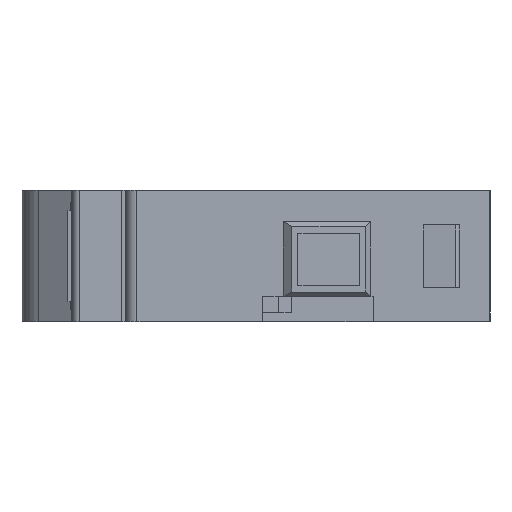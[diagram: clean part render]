
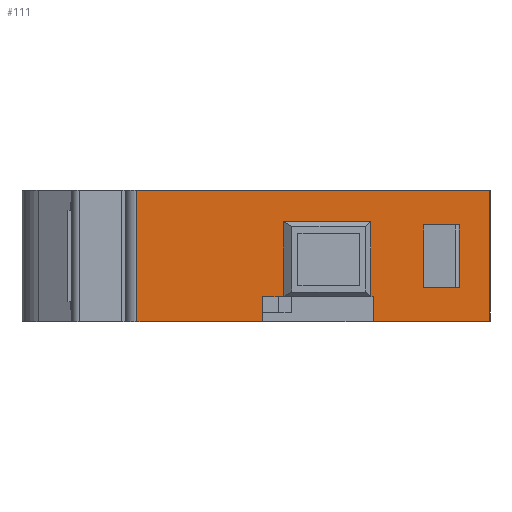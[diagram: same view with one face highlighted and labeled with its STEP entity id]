
A CAD part, left-side view. The second image highlights one B-rep face of the part: STEP entity #111.
In plain terms, the highlighted planar face has unit normal (-1, 0, 0).
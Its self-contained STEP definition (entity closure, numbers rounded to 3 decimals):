
#111=ADVANCED_FACE('',(#359,#360),#361,.T.);
#359=FACE_OUTER_BOUND('',#794,.T.);
#360=FACE_BOUND('',#795,.T.);
#361=PLANE('',#796);
#794=EDGE_LOOP('',(#1485,#1486,#1487,#1488,#1489,#1490,#1491,#1492,#1493,#1494,#1495,#1496));
#795=EDGE_LOOP('',(#1497,#1498,#1499,#1500,#1501,#1502));
#796=AXIS2_PLACEMENT_3D('',#1503,#1504,#1505);
#1485=ORIENTED_EDGE('',*,*,#3139,.F.);
#1486=ORIENTED_EDGE('',*,*,#3140,.F.);
#1487=ORIENTED_EDGE('',*,*,#3012,.F.);
#1488=ORIENTED_EDGE('',*,*,#3141,.T.);
#1489=ORIENTED_EDGE('',*,*,#3142,.F.);
#1490=ORIENTED_EDGE('',*,*,#3143,.F.);
#1491=ORIENTED_EDGE('',*,*,#3016,.F.);
#1492=ORIENTED_EDGE('',*,*,#3138,.T.);
#1493=ORIENTED_EDGE('',*,*,#3144,.F.);
#1494=ORIENTED_EDGE('',*,*,#3145,.F.);
#1495=ORIENTED_EDGE('',*,*,#3146,.F.);
#1496=ORIENTED_EDGE('',*,*,#3147,.F.);
#1497=ORIENTED_EDGE('',*,*,#3148,.T.);
#1498=ORIENTED_EDGE('',*,*,#3149,.T.);
#1499=ORIENTED_EDGE('',*,*,#3150,.F.);
#1500=ORIENTED_EDGE('',*,*,#3151,.F.);
#1501=ORIENTED_EDGE('',*,*,#3152,.F.);
#1502=ORIENTED_EDGE('',*,*,#3153,.T.);
#1503=CARTESIAN_POINT('',(0.0,-12.85,0.2));
#1504=DIRECTION('',(-1.0,0.0,0.0));
#1505=DIRECTION('',(0.0,0.0,1.0));
#3012=EDGE_CURVE('',#3601,#3603,#3604,.T.);
#3016=EDGE_CURVE('',#3609,#3611,#3612,.T.);
#3138=EDGE_CURVE('',#3609,#3818,#3820,.T.);
#3139=EDGE_CURVE('',#3821,#3822,#3823,.T.);
#3140=EDGE_CURVE('',#3603,#3821,#3824,.T.);
#3141=EDGE_CURVE('',#3601,#3825,#3826,.T.);
#3142=EDGE_CURVE('',#3827,#3825,#3828,.T.);
#3143=EDGE_CURVE('',#3611,#3827,#3829,.T.);
#3144=EDGE_CURVE('',#3830,#3818,#3831,.T.);
#3145=EDGE_CURVE('',#3832,#3830,#3833,.T.);
#3146=EDGE_CURVE('',#3834,#3832,#3835,.T.);
#3147=EDGE_CURVE('',#3822,#3834,#3836,.T.);
#3148=EDGE_CURVE('',#3837,#3838,#3839,.T.);
#3149=EDGE_CURVE('',#3838,#3840,#3841,.T.);
#3150=EDGE_CURVE('',#3842,#3840,#3843,.T.);
#3151=EDGE_CURVE('',#3844,#3842,#3845,.T.);
#3152=EDGE_CURVE('',#3846,#3844,#3847,.T.);
#3153=EDGE_CURVE('',#3846,#3837,#3848,.T.);
#3601=VERTEX_POINT('',#4563);
#3603=VERTEX_POINT('',#4566);
#3604=LINE('',#4567,#4568);
#3609=VERTEX_POINT('',#4575);
#3611=VERTEX_POINT('',#4578);
#3612=LINE('',#4579,#4580);
#3818=VERTEX_POINT('',#4909);
#3820=LINE('',#4912,#4913);
#3821=VERTEX_POINT('',#4914);
#3822=VERTEX_POINT('',#4915);
#3823=LINE('',#4916,#4917);
#3824=LINE('',#4918,#4919);
#3825=VERTEX_POINT('',#4920);
#3826=LINE('',#4921,#4922);
#3827=VERTEX_POINT('',#4923);
#3828=LINE('',#4924,#4925);
#3829=LINE('',#4926,#4927);
#3830=VERTEX_POINT('',#4928);
#3831=LINE('',#4929,#4930);
#3832=VERTEX_POINT('',#4931);
#3833=LINE('',#4932,#4933);
#3834=VERTEX_POINT('',#4934);
#3835=LINE('',#4935,#4936);
#3836=LINE('',#4937,#4938);
#3837=VERTEX_POINT('',#4939);
#3838=VERTEX_POINT('',#4940);
#3839=LINE('',#4941,#4942);
#3840=VERTEX_POINT('',#4943);
#3841=LINE('',#4944,#4945);
#3842=VERTEX_POINT('',#4946);
#3843=LINE('',#4947,#4948);
#3844=VERTEX_POINT('',#4949);
#3845=LINE('',#4950,#4951);
#3846=VERTEX_POINT('',#4952);
#3847=LINE('',#4953,#4954);
#3848=LINE('',#4955,#4956);
#4563=CARTESIAN_POINT('',(0.0,-12.85,0.2));
#4566=CARTESIAN_POINT('',(0.0,2.4,0.2));
#4567=CARTESIAN_POINT('',(0.0,-12.85,0.2));
#4568=VECTOR('',#6101,15.25);
#4575=CARTESIAN_POINT('',(0.0,16.8,0.2));
#4578=CARTESIAN_POINT('',(0.,33.2,0.2));
#4579=CARTESIAN_POINT('',(0.0,16.8,0.2));
#4580=VECTOR('',#6105,16.4);
#4909=CARTESIAN_POINT('',(0.0,16.8,3.5));
#4912=CARTESIAN_POINT('',(0.0,16.8,0.2));
#4913=VECTOR('',#6256,3.3);
#4914=CARTESIAN_POINT('',(0.0,2.4,3.5));
#4915=CARTESIAN_POINT('',(0.0,2.68,3.5));
#4916=CARTESIAN_POINT('',(0.0,2.4,3.5));
#4917=VECTOR('',#6257,0.28);
#4918=CARTESIAN_POINT('',(0.0,2.4,0.2));
#4919=VECTOR('',#6258,3.3);
#4920=CARTESIAN_POINT('',(0.0,-12.85,17.35));
#4921=CARTESIAN_POINT('',(0.0,-12.85,0.2));
#4922=VECTOR('',#6259,17.15);
#4923=CARTESIAN_POINT('',(0.,33.2,17.35));
#4924=CARTESIAN_POINT('',(0.,33.2,17.35));
#4925=VECTOR('',#6260,46.05);
#4926=CARTESIAN_POINT('',(0.,33.2,0.2));
#4927=VECTOR('',#6261,17.15);
#4928=CARTESIAN_POINT('',(0.0,14.125,3.5));
#4929=CARTESIAN_POINT('',(0.0,14.125,3.5));
#4930=VECTOR('',#6262,2.675);
#4931=CARTESIAN_POINT('',(0.0,14.125,13.279));
#4932=CARTESIAN_POINT('',(0.0,14.125,13.279));
#4933=VECTOR('',#6263,9.779);
#4934=CARTESIAN_POINT('',(0.0,2.68,13.279));
#4935=CARTESIAN_POINT('',(0.0,2.68,13.279));
#4936=VECTOR('',#6264,11.445);
#4937=CARTESIAN_POINT('',(0.0,2.68,3.5));
#4938=VECTOR('',#6265,9.779);
#4939=CARTESIAN_POINT('',(0.0,-8.85,12.844));
#4940=CARTESIAN_POINT('',(0.0,-8.85,4.75));
#4941=CARTESIAN_POINT('',(0.0,-8.85,12.844));
#4942=VECTOR('',#6266,8.094);
#4943=CARTESIAN_POINT('',(0.0,-4.64,4.75));
#4944=CARTESIAN_POINT('',(0.0,-8.85,4.75));
#4945=VECTOR('',#6267,4.21);
#4946=CARTESIAN_POINT('',(0.0,-4.64,5.576));
#4947=CARTESIAN_POINT('',(0.0,-4.64,5.576));
#4948=VECTOR('',#6268,0.826);
#4949=CARTESIAN_POINT('',(0.0,-7.499,5.576));
#4950=CARTESIAN_POINT('',(0.0,-7.499,5.576));
#4951=VECTOR('',#6269,2.86);
#4952=CARTESIAN_POINT('',(0.0,-7.499,12.844));
#4953=CARTESIAN_POINT('',(0.0,-7.499,12.844));
#4954=VECTOR('',#6270,7.269);
#4955=CARTESIAN_POINT('',(0.0,-7.499,12.844));
#4956=VECTOR('',#6271,1.351);
#6101=DIRECTION('',(0.0,1.0,0.0));
#6105=DIRECTION('',(0.0,1.0,0.0));
#6256=DIRECTION('',(0.0,0.0,1.0));
#6257=DIRECTION('',(0.0,1.0,0.0));
#6258=DIRECTION('',(0.0,0.0,1.0));
#6259=DIRECTION('',(0.0,0.0,1.0));
#6260=DIRECTION('',(0.0,-1.0,0.0));
#6261=DIRECTION('',(0.0,0.,1.0));
#6262=DIRECTION('',(0.0,1.0,0.0));
#6263=DIRECTION('',(0.0,0.0,-1.0));
#6264=DIRECTION('',(0.0,1.0,0.0));
#6265=DIRECTION('',(0.0,0.0,1.0));
#6266=DIRECTION('',(0.0,0.0,-1.0));
#6267=DIRECTION('',(0.0,1.0,0.0));
#6268=DIRECTION('',(0.0,0.0,-1.0));
#6269=DIRECTION('',(0.0,1.0,0.0));
#6270=DIRECTION('',(0.0,0.0,-1.0));
#6271=DIRECTION('',(0.0,-1.0,0.0));
